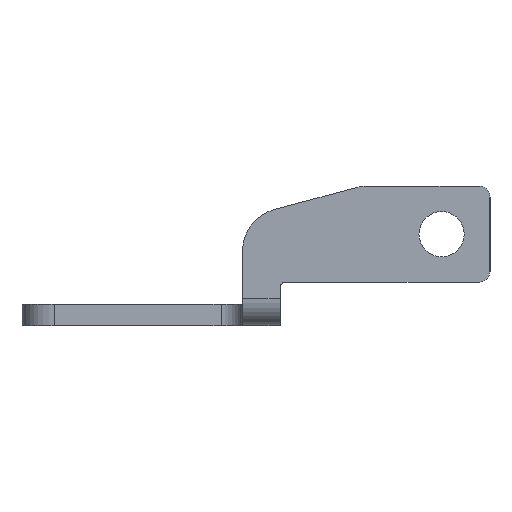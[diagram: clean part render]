
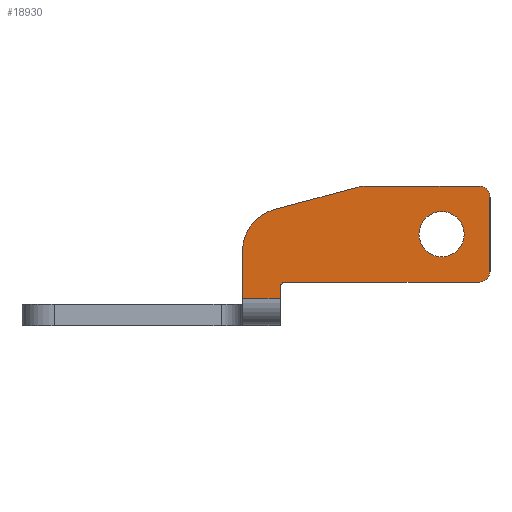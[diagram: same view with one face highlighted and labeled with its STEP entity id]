
A CAD part, left-side view. The second image highlights one B-rep face of the part: STEP entity #18930.
In plain terms, the highlighted planar face has unit normal (-1, 0, 0).
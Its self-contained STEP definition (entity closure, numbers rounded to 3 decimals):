
#200=CARTESIAN_POINT('',(-36.,-9.,-0.55));
#210=VERTEX_POINT('',#200);
#240=CARTESIAN_POINT('',(-36.,13.,-0.55));
#250=DIRECTION('',(0.,-1.,0.));
#260=VECTOR('',#250,1.);
#270=LINE('',#240,#260);
#280=CARTESIAN_POINT('',(-36.,1.473,-0.55));
#290=VERTEX_POINT('',#280);
#300=EDGE_CURVE('',#290,#210,#270,.T.);
#500=CARTESIAN_POINT('',(-36.,10.035,-2.703));
#510=VERTEX_POINT('',#500);
#680=CARTESIAN_POINT('',(-36.,2.509,-0.686));
#690=VERTEX_POINT('',#680);
#720=CARTESIAN_POINT('',(-36.,0.,-0.014));
#730=DIRECTION('',(0.,-0.966,0.259));
#740=VECTOR('',#730,1.);
#750=LINE('',#720,#740);
#760=EDGE_CURVE('',#510,#690,#750,.T.);
#860=CARTESIAN_POINT('',(-36.,1.473,-4.55));
#870=DIRECTION('',(1.,0.,0.));
#880=DIRECTION('',(0.,-1.,0.));
#890=AXIS2_PLACEMENT_3D('',#860,#870,#880);
#900=CIRCLE('',#890,4.);
#910=EDGE_CURVE('',#690,#290,#900,.T.);
#7820=CARTESIAN_POINT('',(-36.,-9.,-1.55));
#7830=DIRECTION('',(1.,0.,0.));
#7840=DIRECTION('',(0.,-1.,0.));
#7850=AXIS2_PLACEMENT_3D('',#7820,#7830,#7840);
#7860=CIRCLE('',#7850,1.);
#7870=CARTESIAN_POINT('',(-36.,-10.,-1.55));
#7880=VERTEX_POINT('',#7870);
#7890=EDGE_CURVE('',#210,#7880,#7860,.T.);
#11850=CARTESIAN_POINT('',(-36.,-3.4,-5.));
#11860=VERTEX_POINT('',#11850);
#12020=CARTESIAN_POINT('',(-36.,-7.6,-5.));
#12030=VERTEX_POINT('',#12020);
#12060=CARTESIAN_POINT('',(-36.,-5.5,-5.));
#12070=DIRECTION('',(-1.,0.,0.));
#12080=DIRECTION('',(0.,-1.,0.));
#12090=AXIS2_PLACEMENT_3D('',#12060,#12070,#12080);
#12100=CIRCLE('',#12090,2.1);
#12110=EDGE_CURVE('',#11860,#12030,#12100,.T.);
#13110=CARTESIAN_POINT('',(-36.,-10.,-8.45));
#13120=VERTEX_POINT('',#13110);
#13150=CARTESIAN_POINT('',(-36.,-10.,-0.5));
#13160=DIRECTION('',(0.,0.,1.));
#13170=VECTOR('',#13160,1.);
#13180=LINE('',#13150,#13170);
#13190=EDGE_CURVE('',#13120,#7880,#13180,.T.);
#13350=CARTESIAN_POINT('',(-36.,9.5,-11.));
#13360=VERTEX_POINT('',#13350);
#13410=CARTESIAN_POINT('',(-36.,9.5,-46.542));
#13420=DIRECTION('',(0.,0.,-1.));
#13430=VECTOR('',#13420,1.);
#13440=LINE('',#13410,#13430);
#13450=CARTESIAN_POINT('',(-36.,9.5,-9.95));
#13460=VERTEX_POINT('',#13450);
#13470=EDGE_CURVE('',#13460,#13360,#13440,.T.);
#13850=CARTESIAN_POINT('',(-36.,-9.,-9.45));
#13860=VERTEX_POINT('',#13850);
#13890=CARTESIAN_POINT('',(-36.,-9.,-8.45));
#13900=DIRECTION('',(1.,0.,0.));
#13910=DIRECTION('',(0.,-1.,0.));
#13920=AXIS2_PLACEMENT_3D('',#13890,#13900,#13910);
#13930=CIRCLE('',#13920,1.);
#13940=EDGE_CURVE('',#13120,#13860,#13930,.T.);
#17110=CARTESIAN_POINT('',(-36.,0.,-9.45));
#17120=DIRECTION('',(0.,1.,0.));
#17130=VECTOR('',#17120,1.);
#17140=LINE('',#17110,#17130);
#17150=CARTESIAN_POINT('',(-36.,9.,-9.45));
#17160=VERTEX_POINT('',#17150);
#17170=EDGE_CURVE('',#13860,#17160,#17140,.T.);
#17370=CARTESIAN_POINT('',(-36.,9.,-6.567));
#17380=DIRECTION('',(1.,0.,0.));
#17390=DIRECTION('',(0.,-1.,0.));
#17400=AXIS2_PLACEMENT_3D('',#17370,#17380,#17390);
#17410=CIRCLE('',#17400,4.);
#17420=CARTESIAN_POINT('',(-36.,13.,-6.567));
#17430=VERTEX_POINT('',#17420);
#17440=EDGE_CURVE('',#17430,#510,#17410,.T.);
#17650=CARTESIAN_POINT('',(-36.,13.,-11.));
#17660=VERTEX_POINT('',#17650);
#17690=CARTESIAN_POINT('',(-36.,9.5,-11.));
#17700=DIRECTION('',(0.,-1.,0.));
#17710=VECTOR('',#17700,1.);
#17720=LINE('',#17690,#17710);
#17730=EDGE_CURVE('',#17660,#13360,#17720,.T.);
#18410=CARTESIAN_POINT('',(-36.,13.,-11.));
#18420=DIRECTION('',(0.,0.,1.));
#18430=VECTOR('',#18420,1.);
#18440=LINE('',#18410,#18430);
#18450=EDGE_CURVE('',#17660,#17430,#18440,.T.);
#18630=CARTESIAN_POINT('',(-36.,5.179,-2.981));
#18640=DIRECTION('',(-1.,0.,0.));
#18650=DIRECTION('',(0.,-1.,0.));
#18660=AXIS2_PLACEMENT_3D('',#18630,#18640,#18650);
#18670=PLANE('',#18660);
#18680=EDGE_CURVE('',#12030,#11860,#12100,.T.);
#18690=ORIENTED_EDGE('',*,*,#18680,.F.);
#18700=ORIENTED_EDGE('',*,*,#12110,.F.);
#18710=EDGE_LOOP('',(#18700,#18690));
#18720=FACE_BOUND('',#18710,.T.);
#18730=ORIENTED_EDGE('',*,*,#910,.F.);
#18740=ORIENTED_EDGE('',*,*,#300,.F.);
#18750=ORIENTED_EDGE('',*,*,#7890,.F.);
#18760=ORIENTED_EDGE('',*,*,#13190,.T.);
#18770=ORIENTED_EDGE('',*,*,#13940,.F.);
#18780=ORIENTED_EDGE('',*,*,#17170,.F.);
#18790=CARTESIAN_POINT('',(-36.,9.,-9.95));
#18800=DIRECTION('',(-1.,0.,0.));
#18810=DIRECTION('',(0.,1.,0.));
#18820=AXIS2_PLACEMENT_3D('',#18790,#18800,#18810);
#18830=CIRCLE('',#18820,0.5);
#18840=EDGE_CURVE('',#17160,#13460,#18830,.T.);
#18850=ORIENTED_EDGE('',*,*,#18840,.F.);
#18860=ORIENTED_EDGE('',*,*,#13470,.F.);
#18870=ORIENTED_EDGE('',*,*,#17730,.T.);
#18880=ORIENTED_EDGE('',*,*,#18450,.F.);
#18890=ORIENTED_EDGE('',*,*,#17440,.F.);
#18900=ORIENTED_EDGE('',*,*,#760,.F.);
#18910=EDGE_LOOP('',(#18900,#18890,#18880,#18870,#18860,#18850,#18780,
#18770,#18760,#18750,#18740,#18730));
#18920=FACE_OUTER_BOUND('',#18910,.T.);
#18930=ADVANCED_FACE('',(#18720,#18920),#18670,.T.);
